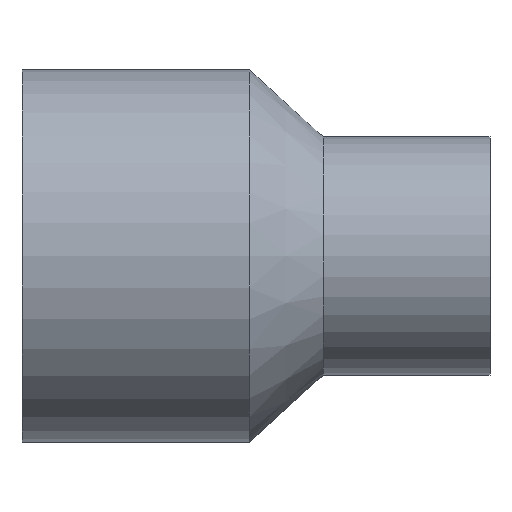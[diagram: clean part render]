
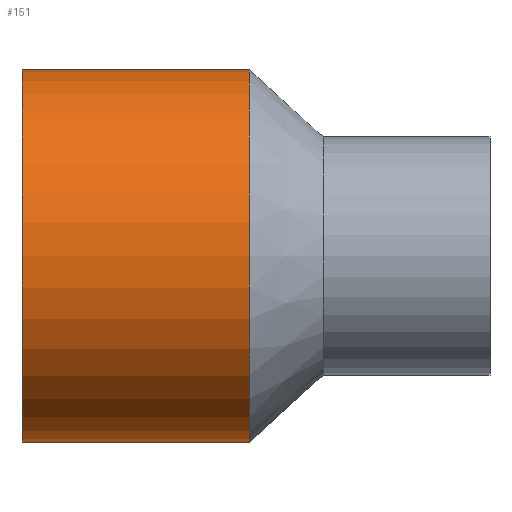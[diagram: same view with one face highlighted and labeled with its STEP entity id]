
A CAD part, top view. The second image highlights one B-rep face of the part: STEP entity #151.
In plain terms, the highlighted cylindrical face has radius 125 mm (diameter 250 mm), a partial arc.
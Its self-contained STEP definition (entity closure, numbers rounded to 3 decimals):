
#85 = EDGE_CURVE( '', #165, #135, #220, .T. );
#89 = EDGE_CURVE( '', #183, #165, #225, .T. );
#95 = VERTEX_POINT( '', #232 );
#101 = EDGE_CURVE( '', #95, #183, #238, .T. );
#135 = VERTEX_POINT( '', #276 );
#151 = ADVANCED_FACE( '', ( #295 ), #296, .T. );
#165 = VERTEX_POINT( '', #310 );
#183 = VERTEX_POINT( '', #331 );
#197 = EDGE_CURVE( '', #95, #135, #347, .T. );
#220 = LINE( '', #361, #362 );
#225 = CIRCLE( '', #368, 125. );
#232 = CARTESIAN_POINT( '', ( 0., -125., 0. ) );
#238 = LINE( '', #383, #384 );
#276 = CARTESIAN_POINT( '', ( 0., 125., 0. ) );
#295 = FACE_OUTER_BOUND( '', #455, .T. );
#296 = CYLINDRICAL_SURFACE( '', #456, 125. );
#310 = CARTESIAN_POINT( '', ( 152.5, 125., 0. ) );
#331 = CARTESIAN_POINT( '', ( 152.5, -125., 0. ) );
#347 = CIRCLE( '', #525, 125. );
#361 = CARTESIAN_POINT( '', ( 76.25, 125., 0. ) );
#362 = VECTOR( '', #538, 1. );
#368 = AXIS2_PLACEMENT_3D( '', #547, #548, #549 );
#383 = CARTESIAN_POINT( '', ( 76.25, -125., 0. ) );
#384 = VECTOR( '', #561, 1. );
#455 = EDGE_LOOP( '', ( #629, #630, #631, #632 ) );
#456 = AXIS2_PLACEMENT_3D( '', #633, #634, #635 );
#525 = AXIS2_PLACEMENT_3D( '', #697, #698, #699 );
#538 = DIRECTION( '', ( -1., 0., 0. ) );
#547 = CARTESIAN_POINT( '', ( 152.5, 0., 0. ) );
#548 = DIRECTION( '', ( -1., 0., 0. ) );
#549 = DIRECTION( '', ( 0., 1., 0. ) );
#561 = DIRECTION( '', ( 1., 0., 0. ) );
#629 = ORIENTED_EDGE( '', *, *, #85, .T. );
#630 = ORIENTED_EDGE( '', *, *, #197, .F. );
#631 = ORIENTED_EDGE( '', *, *, #101, .T. );
#632 = ORIENTED_EDGE( '', *, *, #89, .T. );
#633 = CARTESIAN_POINT( '', ( 76.25, 0., 0. ) );
#634 = DIRECTION( '', ( 1., 0., 0. ) );
#635 = DIRECTION( '', ( 0., 1., 0. ) );
#697 = CARTESIAN_POINT( '', ( 0., 0., 0. ) );
#698 = DIRECTION( '', ( -1., 0., 0. ) );
#699 = DIRECTION( '', ( 0., 1., 0. ) );
